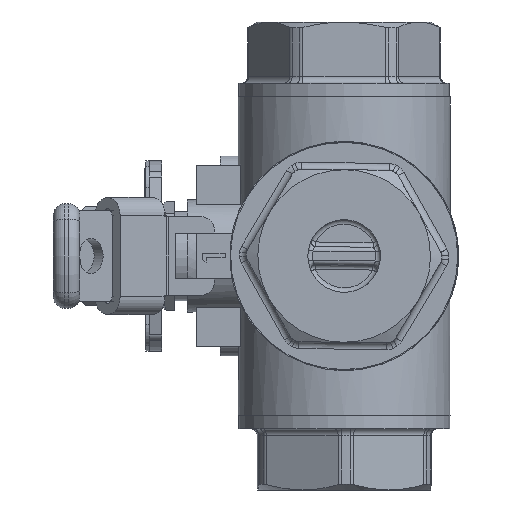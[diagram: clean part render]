
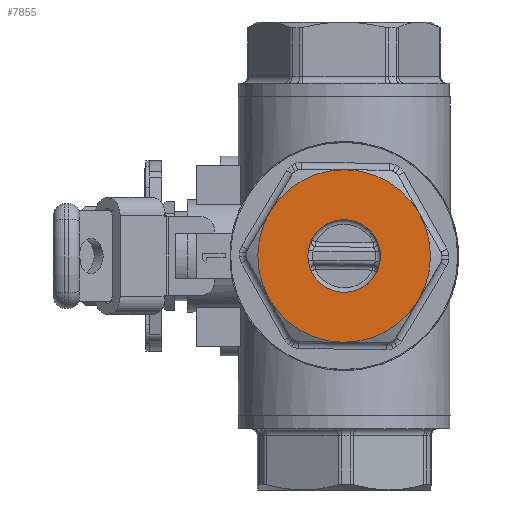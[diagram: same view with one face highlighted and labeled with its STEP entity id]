
A CAD part, left-side view. The second image highlights one B-rep face of the part: STEP entity #7855.
In plain terms, the highlighted planar face has unit normal (-1, 0, 0).
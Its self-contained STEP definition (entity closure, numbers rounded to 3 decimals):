
#2225=ORIENTED_EDGE('',*,*,#4304,.T.);
#2226=ORIENTED_EDGE('',*,*,#4305,.T.);
#2227=ORIENTED_EDGE('',*,*,#4306,.T.);
#2228=ORIENTED_EDGE('',*,*,#4307,.T.);
#2229=ORIENTED_EDGE('',*,*,#4308,.T.);
#2230=ORIENTED_EDGE('',*,*,#4309,.T.);
#2231=ORIENTED_EDGE('',*,*,#4310,.T.);
#4304=EDGE_CURVE('',#5358,#5359,#6030,.T.);
#4305=EDGE_CURVE('',#5359,#5360,#6031,.T.);
#4306=EDGE_CURVE('',#5360,#5361,#6032,.T.);
#4307=EDGE_CURVE('',#5361,#5362,#6033,.T.);
#4308=EDGE_CURVE('',#5362,#5363,#6034,.T.);
#4309=EDGE_CURVE('',#5363,#5358,#6035,.T.);
#4310=EDGE_CURVE('',#5364,#5364,#6036,.T.);
#5358=VERTEX_POINT('',#12895);
#5359=VERTEX_POINT('',#12896);
#5360=VERTEX_POINT('',#12898);
#5361=VERTEX_POINT('',#12900);
#5362=VERTEX_POINT('',#12902);
#5363=VERTEX_POINT('',#12904);
#5364=VERTEX_POINT('',#12907);
#6030=CIRCLE('',#8640,19.);
#6031=CIRCLE('',#8641,19.);
#6032=CIRCLE('',#8642,19.);
#6033=CIRCLE('',#8643,19.);
#6034=CIRCLE('',#8644,19.);
#6035=CIRCLE('',#8645,19.);
#6036=CIRCLE('',#8646,8.);
#6498=EDGE_LOOP('',(#2225,#2226,#2227,#2228,#2229,#2230));
#6499=EDGE_LOOP('',(#2231));
#7081=FACE_BOUND('',#6498,.T.);
#7082=FACE_BOUND('',#6499,.T.);
#7555=PLANE('',#8639);
#7855=ADVANCED_FACE('',(#7081,#7082),#7555,.T.);
#8639=AXIS2_PLACEMENT_3D('',#12893,#10059,#10060);
#8640=AXIS2_PLACEMENT_3D('',#12894,#10061,#10062);
#8641=AXIS2_PLACEMENT_3D('',#12897,#10063,#10064);
#8642=AXIS2_PLACEMENT_3D('',#12899,#10065,#10066);
#8643=AXIS2_PLACEMENT_3D('',#12901,#10067,#10068);
#8644=AXIS2_PLACEMENT_3D('',#12903,#10069,#10070);
#8645=AXIS2_PLACEMENT_3D('',#12905,#10071,#10072);
#8646=AXIS2_PLACEMENT_3D('',#12906,#10073,#10074);
#10059=DIRECTION('',(-1.,0.,0.));
#10060=DIRECTION('',(0.,-0.015,1.));
#10061=DIRECTION('',(-1.,0.,0.));
#10062=DIRECTION('',(0.,-0.015,1.));
#10063=DIRECTION('',(-1.,0.,0.));
#10064=DIRECTION('',(0.,-0.015,1.));
#10065=DIRECTION('',(-1.,0.,0.));
#10066=DIRECTION('',(0.,-0.015,1.));
#10067=DIRECTION('',(-1.,0.,0.));
#10068=DIRECTION('',(0.,-0.015,1.));
#10069=DIRECTION('',(-1.,0.,0.));
#10070=DIRECTION('',(0.,-0.015,1.));
#10071=DIRECTION('',(-1.,0.,0.));
#10072=DIRECTION('',(0.,-0.015,1.));
#10073=DIRECTION('',(1.,0.,0.));
#10074=DIRECTION('',(0.,0.015,-1.));
#12893=CARTESIAN_POINT('',(-51.,8.999,0.131));
#12894=CARTESIAN_POINT('',(-51.,0.,0.));
#12895=CARTESIAN_POINT('',(-51.,-16.591,9.26));
#12896=CARTESIAN_POINT('',(-51.,-0.276,18.998));
#12897=CARTESIAN_POINT('',(-51.,0.,0.));
#12898=CARTESIAN_POINT('',(-51.,16.315,9.738));
#12899=CARTESIAN_POINT('',(-51.,0.,0.));
#12900=CARTESIAN_POINT('',(-51.,16.591,-9.26));
#12901=CARTESIAN_POINT('',(-51.,0.,0.));
#12902=CARTESIAN_POINT('',(-51.,0.276,-18.998));
#12903=CARTESIAN_POINT('',(-51.,0.,0.));
#12904=CARTESIAN_POINT('',(-51.,-16.315,-9.738));
#12905=CARTESIAN_POINT('',(-51.,0.,0.));
#12906=CARTESIAN_POINT('',(-51.,0.,0.));
#12907=CARTESIAN_POINT('',(-51.,0.116,-7.999));
